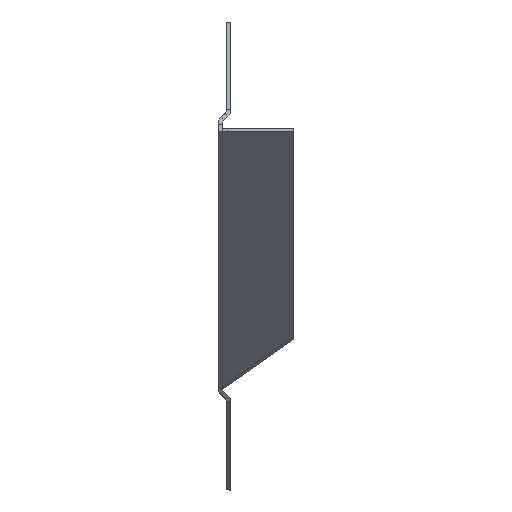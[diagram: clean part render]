
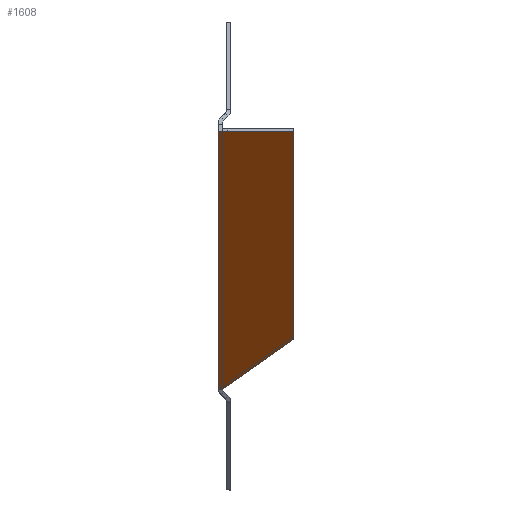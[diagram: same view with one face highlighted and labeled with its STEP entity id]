
A CAD part, left-side view. The second image highlights one B-rep face of the part: STEP entity #1608.
In plain terms, the highlighted planar face has unit normal (-0.707, 0, -0.707).
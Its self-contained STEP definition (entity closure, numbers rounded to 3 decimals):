
#59 = CARTESIAN_POINT ( 'NONE',  ( -296.702, -12.3, -1.202 ) ) ;
#112 = EDGE_CURVE ( 'NONE', #682, #263, #247, .T. ) ;
#119 = VECTOR ( 'NONE', #1280, 1000. ) ;
#147 = VERTEX_POINT ( 'NONE', #1676 ) ;
#247 = B_SPLINE_CURVE_WITH_KNOTS ( 'NONE', 3,
 ( #594, #718, #1261, #1517, #572, #1366 ),
 .UNSPECIFIED., .F., .F.,
 ( 4, 2, 4 ),
 ( 0.001, 0.002, 0.003 ),
 .UNSPECIFIED. ) ;
#263 = VERTEX_POINT ( 'NONE', #1160 ) ;
#270 = FACE_OUTER_BOUND ( 'NONE', #999, .T. ) ;
#288 = DIRECTION ( 'NONE',  ( 0.707, 0., -0.707 ) ) ;
#350 = CARTESIAN_POINT ( 'NONE',  ( -148.952, 0., -148.952 ) ) ;
#361 = VERTEX_POINT ( 'NONE', #1199 ) ;
#365 = EDGE_CURVE ( 'NONE', #361, #682, #1557, .T. ) ;
#453 = VERTEX_POINT ( 'NONE', #59 ) ;
#509 = VECTOR ( 'NONE', #1258, 1000. ) ;
#550 = ORIENTED_EDGE ( 'NONE', *, *, #613, .T. ) ;
#551 = PLANE ( 'NONE',  #1525 ) ;
#572 = CARTESIAN_POINT ( 'NONE',  ( -253.027, -0.736, -44.877 ) ) ;
#594 = CARTESIAN_POINT ( 'NONE',  ( -252.437, 0.7, -45.467 ) ) ;
#602 = EDGE_CURVE ( 'NONE', #147, #361, #673, .T. ) ;
#613 = EDGE_CURVE ( 'NONE', #453, #147, #1023, .T. ) ;
#656 = VECTOR ( 'NONE', #983, 1000. ) ;
#662 = ORIENTED_EDGE ( 'NONE', *, *, #365, .T. ) ;
#671 = DIRECTION ( 'NONE',  ( 0.707, 0., 0.707 ) ) ;
#673 = LINE ( 'NONE', #1288, #712 ) ;
#682 = VERTEX_POINT ( 'NONE', #1096 ) ;
#712 = VECTOR ( 'NONE', #977, 1000. ) ;
#718 = CARTESIAN_POINT ( 'NONE',  ( -252.523, 0.388, -45.381 ) ) ;
#820 = ORIENTED_EDGE ( 'NONE', *, *, #1625, .F. ) ;
#844 = ORIENTED_EDGE ( 'NONE', *, *, #602, .T. ) ;
#845 = ORIENTED_EDGE ( 'NONE', *, *, #996, .T. ) ;
#846 = CARTESIAN_POINT ( 'NONE',  ( -251.702, 1.079, -46.202 ) ) ;
#881 = CARTESIAN_POINT ( 'NONE',  ( -148.952, -12.3, -148.952 ) ) ;
#911 = LINE ( 'NONE', #881, #119 ) ;
#977 = DIRECTION ( 'NONE',  ( 0., 1., 0. ) ) ;
#983 = DIRECTION ( 'NONE',  ( 0.5, 0.707, -0.5 ) ) ;
#996 = EDGE_CURVE ( 'NONE', #1678, #453, #911, .T. ) ;
#999 = EDGE_LOOP ( 'NONE', ( #820, #845, #550, #844, #662, #1568 ) ) ;
#1023 = LINE ( 'NONE', #1273, #509 ) ;
#1096 = CARTESIAN_POINT ( 'NONE',  ( -252.437, 0.7, -45.467 ) ) ;
#1160 = CARTESIAN_POINT ( 'NONE',  ( -253.172, -1., -44.732 ) ) ;
#1173 = DIRECTION ( 'NONE',  ( 0.707, 0., -0.707 ) ) ;
#1196 = VECTOR ( 'NONE', #1173, 1000. ) ;
#1199 = CARTESIAN_POINT ( 'NONE',  ( -296.702, 0.7, -1.202 ) ) ;
#1258 = DIRECTION ( 'NONE',  ( 0., 1., 0. ) ) ;
#1261 = CARTESIAN_POINT ( 'NONE',  ( -252.63, 0.091, -45.274 ) ) ;
#1273 = CARTESIAN_POINT ( 'NONE',  ( -296.702, 0., -1.202 ) ) ;
#1280 = DIRECTION ( 'NONE',  ( -0.707, 0., 0.707 ) ) ;
#1286 = CARTESIAN_POINT ( 'NONE',  ( -148.952, 0.7, -148.952 ) ) ;
#1288 = CARTESIAN_POINT ( 'NONE',  ( -296.702, -1., -1.202 ) ) ;
#1366 = CARTESIAN_POINT ( 'NONE',  ( -253.172, -1., -44.732 ) ) ;
#1473 = CARTESIAN_POINT ( 'NONE',  ( -261.162, -12.3, -36.742 ) ) ;
#1517 = CARTESIAN_POINT ( 'NONE',  ( -252.882, -0.47, -45.022 ) ) ;
#1525 = AXIS2_PLACEMENT_3D ( 'NONE', #350, #671, #288 ) ;
#1557 = LINE ( 'NONE', #1286, #1196 ) ;
#1568 = ORIENTED_EDGE ( 'NONE', *, *, #112, .T. ) ;
#1608 = ADVANCED_FACE ( 'NONE', ( #270 ), #551, .F. ) ;
#1625 = EDGE_CURVE ( 'NONE', #1678, #263, #1684, .T. ) ;
#1676 = CARTESIAN_POINT ( 'NONE',  ( -296.702, -1., -1.202 ) ) ;
#1678 = VERTEX_POINT ( 'NONE', #1473 ) ;
#1684 = LINE ( 'NONE', #846, #656 ) ;
